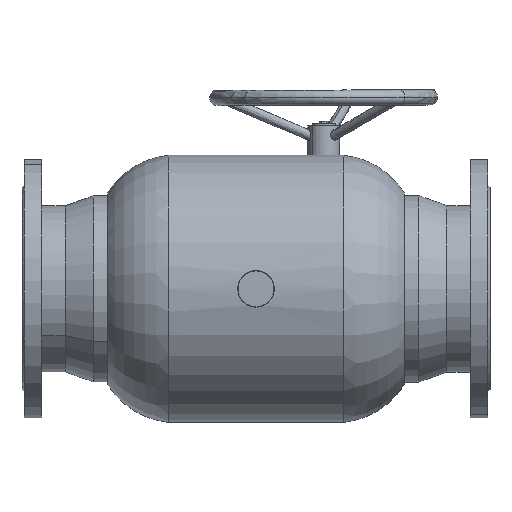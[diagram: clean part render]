
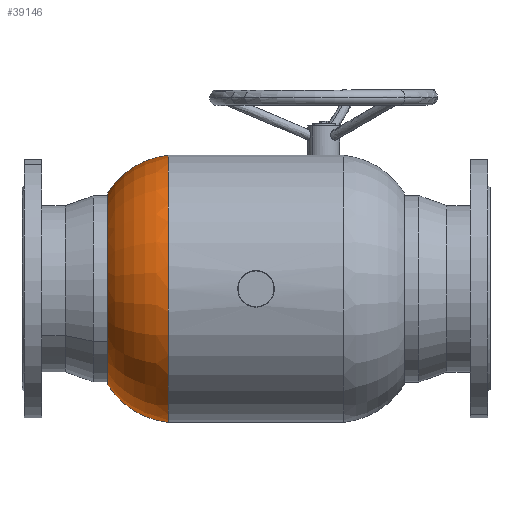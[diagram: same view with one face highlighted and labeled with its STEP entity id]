
A CAD part, front view. The second image highlights one B-rep face of the part: STEP entity #39146.
In plain terms, the highlighted toroidal (fillet/blend) face has major radius 69.023 mm and minor radius 107 mm.
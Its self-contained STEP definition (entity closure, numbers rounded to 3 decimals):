
#2092 = CARTESIAN_POINT ( 'NONE',  ( -104.432, 0., 69.023 ) ) ;
#2414 = AXIS2_PLACEMENT_3D ( 'NONE', #55268, #11884, #3156 ) ;
#3156 = DIRECTION ( 'NONE',  ( 0., 0., 1. ) ) ;
#6429 = CIRCLE ( 'NONE', #2414, 175.5 ) ;
#7104 = CARTESIAN_POINT ( 'NONE',  ( -115., 0., -175.5 ) ) ;
#8739 = DIRECTION ( 'NONE',  ( -1., 0., 0. ) ) ;
#11285 = CARTESIAN_POINT ( 'NONE',  ( -195., 0., -126. ) ) ;
#11884 = DIRECTION ( 'NONE',  ( -1., 0., 0. ) ) ;
#12818 = DIRECTION ( 'NONE',  ( 0., 0., 1. ) ) ;
#13203 = ORIENTED_EDGE ( 'NONE', *, *, #46732, .T. ) ;
#15050 = CIRCLE ( 'NONE', #50642, 126. ) ;
#15834 = TOROIDAL_SURFACE ( 'NONE', #24739, 69.023, 107. ) ;
#22419 = DIRECTION ( 'NONE',  ( 0., 1., 0. ) ) ;
#22716 = CARTESIAN_POINT ( 'NONE',  ( -104.432, 0., -69.023 ) ) ;
#24739 = AXIS2_PLACEMENT_3D ( 'NONE', #53944, #38749, #48342 ) ;
#28712 = EDGE_LOOP ( 'NONE', ( #51616, #49262, #13203, #46789 ) ) ;
#32295 = CARTESIAN_POINT ( 'NONE',  ( -195., 0., 0. ) ) ;
#33832 = CIRCLE ( 'NONE', #60568, 107. ) ;
#34379 = DIRECTION ( 'NONE',  ( 0., 0., -1. ) ) ;
#35441 = VERTEX_POINT ( 'NONE', #11285 ) ;
#35903 = VERTEX_POINT ( 'NONE', #41212 ) ;
#38749 = DIRECTION ( 'NONE',  ( -1., 0., 0. ) ) ;
#39146 = ADVANCED_FACE ( 'NONE', ( #43705 ), #15834, .T. ) ;
#40230 = DIRECTION ( 'NONE',  ( 0., -1., 0. ) ) ;
#41212 = CARTESIAN_POINT ( 'NONE',  ( -115., 0., 175.5 ) ) ;
#42594 = VERTEX_POINT ( 'NONE', #43933 ) ;
#43705 = FACE_OUTER_BOUND ( 'NONE', #28712, .T. ) ;
#43933 = CARTESIAN_POINT ( 'NONE',  ( -195., 0., 126. ) ) ;
#46496 = DIRECTION ( 'NONE',  ( 0., 0., 1. ) ) ;
#46732 = EDGE_CURVE ( 'NONE', #35903, #42594, #53209, .T. ) ;
#46789 = ORIENTED_EDGE ( 'NONE', *, *, #53161, .F. ) ;
#48342 = DIRECTION ( 'NONE',  ( 0., 0., 1. ) ) ;
#49262 = ORIENTED_EDGE ( 'NONE', *, *, #58018, .T. ) ;
#50642 = AXIS2_PLACEMENT_3D ( 'NONE', #32295, #8739, #46496 ) ;
#51240 = AXIS2_PLACEMENT_3D ( 'NONE', #2092, #40230, #34379 ) ;
#51616 = ORIENTED_EDGE ( 'NONE', *, *, #60827, .F. ) ;
#53161 = EDGE_CURVE ( 'NONE', #35441, #42594, #15050, .T. ) ;
#53209 = CIRCLE ( 'NONE', #51240, 107. ) ;
#53944 = CARTESIAN_POINT ( 'NONE',  ( -104.432, 0., 0. ) ) ;
#55268 = CARTESIAN_POINT ( 'NONE',  ( -115., 0., 0. ) ) ;
#58018 = EDGE_CURVE ( 'NONE', #61324, #35903, #6429, .T. ) ;
#60568 = AXIS2_PLACEMENT_3D ( 'NONE', #22716, #22419, #12818 ) ;
#60827 = EDGE_CURVE ( 'NONE', #61324, #35441, #33832, .T. ) ;
#61324 = VERTEX_POINT ( 'NONE', #7104 ) ;
